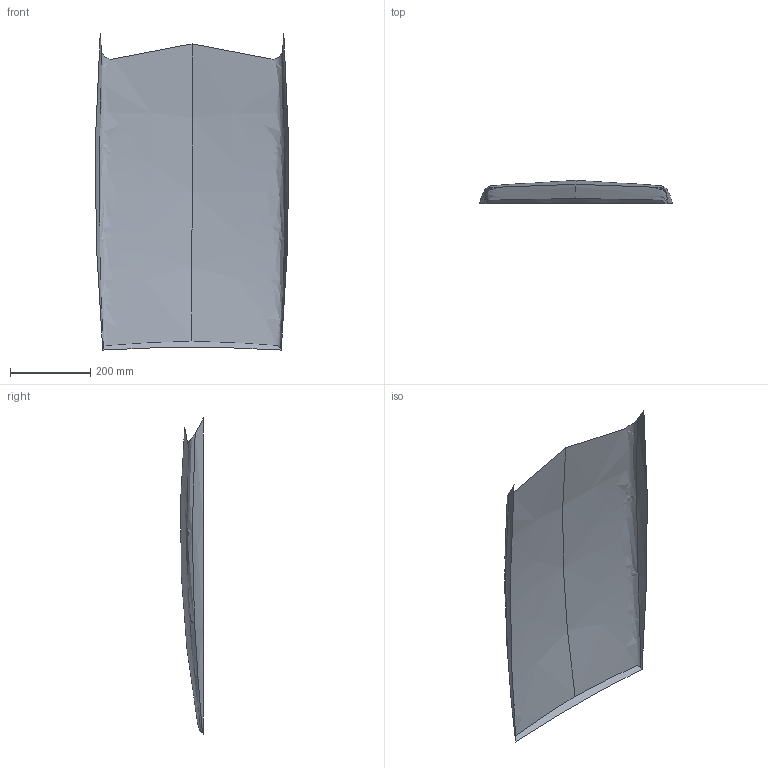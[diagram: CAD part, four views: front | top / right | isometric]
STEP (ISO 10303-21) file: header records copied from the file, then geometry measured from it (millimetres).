
FILE_DESCRIPTION(/* description */ (''),/* implementation_level */ '2;1');
FILE_NAME(/* name */ 'Scoop Surface v1.step',/* time_stamp */ '2017-04-07T07:00:04-05:00',/* author */ (''),/* organization */ (''),/* preprocessor_version */ 'ST-DEVELOPER v16.5',/* originating_system */ 'Autodesk Translation Framework v5.2.0.2920',/* authorisation */ '');
FILE_SCHEMA (('AUTOMOTIVE_DESIGN { 1 0 10303 214 3 1 1 }'));
Length unit declared in the file: inch
Products named in the file (1): Scoop Surface v1
Bounding box: 481.07 x 56.94 x 787.4 mm (x, y, z)
Surface area: 382658.4 mm2 (no closed solid volume)
Topology: 0 solids, 1 shells, 5 faces, 16 edges, 12 vertices
Faces by surface type: bspline 4, cone 1
Entity records: 1012 total; most frequent: CARTESIAN_POINT 890, ORIENTED_EDGE 23, EDGE_CURVE 16, B_SPLINE_CURVE_WITH_KNOTS 15, VERTEX_POINT 12, DIRECTION 6, FACE_OUTER_BOUND 5, EDGE_LOOP 5
